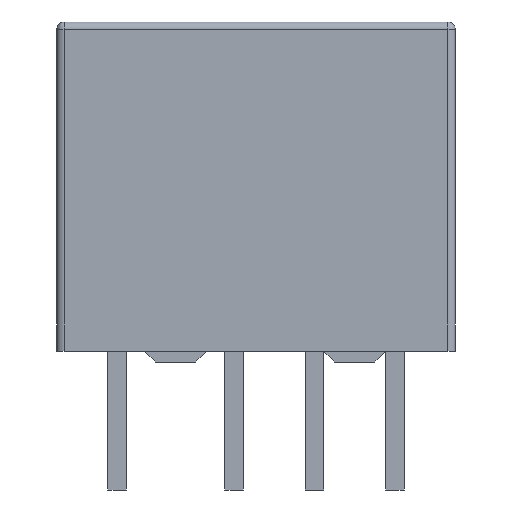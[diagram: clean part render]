
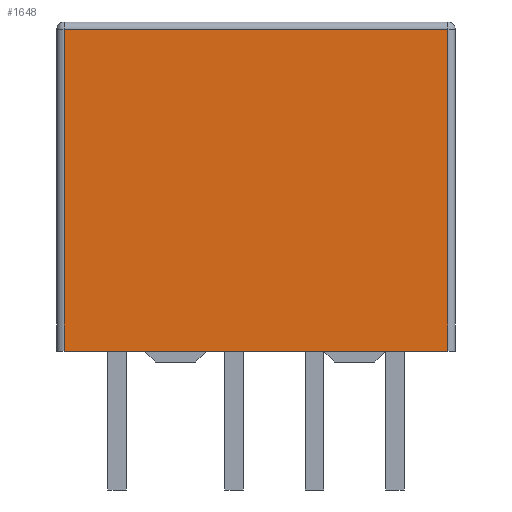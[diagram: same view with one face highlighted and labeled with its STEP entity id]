
A CAD part, front view. The second image highlights one B-rep face of the part: STEP entity #1648.
In plain terms, the highlighted planar face has unit normal (0, -1, 0).
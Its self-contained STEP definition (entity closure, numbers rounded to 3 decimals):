
#127=FACE_OUTER_BOUND($,#239,.T.);
#239=EDGE_LOOP($,(#1237,#1238,#1239,#1240));
#379=LINE($,#2538,#572);
#382=LINE($,#2553,#575);
#385=LINE($,#2557,#578);
#390=LINE($,#2574,#583);
#572=VECTOR($,#2050,8.8);
#575=VECTOR($,#2067,8.8);
#578=VECTOR($,#2072,10.5);
#583=VECTOR($,#2095,10.5);
#747=VERTEX_POINT($,#2527);
#750=VERTEX_POINT($,#2534);
#754=VERTEX_POINT($,#2546);
#756=VERTEX_POINT($,#2551);
#921=EDGE_CURVE($,#747,#750,#379,.T.);
#928=EDGE_CURVE($,#756,#754,#382,.T.);
#931=EDGE_CURVE($,#754,#747,#385,.T.);
#940=EDGE_CURVE($,#750,#756,#390,.T.);
#1237=ORIENTED_EDGE($,*,*,#921,.F.);
#1238=ORIENTED_EDGE($,*,*,#931,.F.);
#1239=ORIENTED_EDGE($,*,*,#928,.F.);
#1240=ORIENTED_EDGE($,*,*,#940,.F.);
#1542=PLANE($,#1811);
#1648=ADVANCED_FACE($,(#127),#1542,.T.);
#1811=AXIS2_PLACEMENT_3D($,#2573,#2093,#2094);
#2050=DIRECTION($,(0.,0.,-1.));
#2067=DIRECTION($,(0.,0.,1.));
#2072=DIRECTION($,(1.,0.,0.));
#2093=DIRECTION('center_axis',(0.,-1.,0.));
#2094=DIRECTION('ref_axis',(1.,0.,0.));
#2095=DIRECTION($,(-1.,0.,0.));
#2527=CARTESIAN_POINT('',(5.25,-3.,9.1));
#2534=CARTESIAN_POINT('',(5.25,-3.,0.3));
#2538=CARTESIAN_POINT($,(5.25,-3.,0.4));
#2546=CARTESIAN_POINT('',(-5.25,-3.,9.1));
#2551=CARTESIAN_POINT('',(-5.25,-3.,0.3));
#2553=CARTESIAN_POINT($,(-5.25,-3.,0.5));
#2557=CARTESIAN_POINT($,(-2.55,-3.,9.1));
#2573=CARTESIAN_POINT('Origin',(-5.1,-3.,0.5));
#2574=CARTESIAN_POINT($,(5.1,-3.,0.3));
